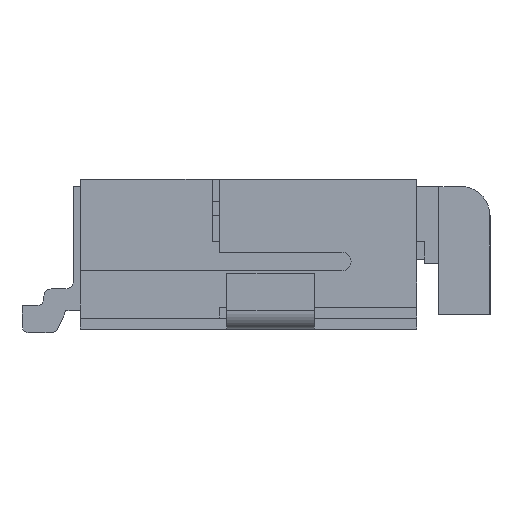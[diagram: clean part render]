
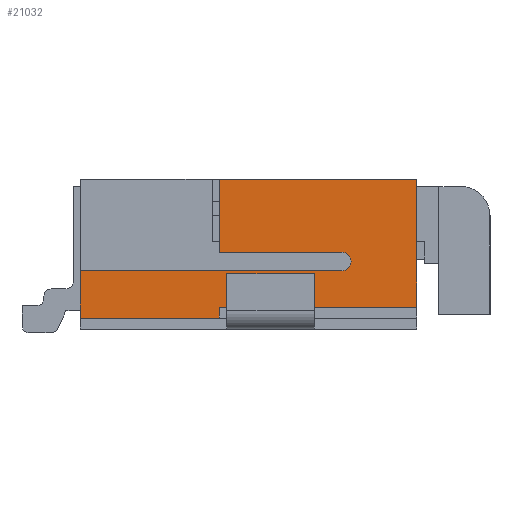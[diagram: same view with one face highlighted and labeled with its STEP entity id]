
A CAD part, left-side view. The second image highlights one B-rep face of the part: STEP entity #21032.
In plain terms, the highlighted planar face has unit normal (-1, 0, 0).
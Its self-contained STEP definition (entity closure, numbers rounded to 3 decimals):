
#231=CIRCLE('',#22168,0.125);
#642=FACE_OUTER_BOUND('',#1748,.T.);
#1748=EDGE_LOOP('',(#13878,#13879,#13880,#13881,#13882,#13883,#13884,#13885,
#13886,#13887));
#2948=LINE('',#29723,#5746);
#2949=LINE('',#29725,#5747);
#2950=LINE('',#29727,#5748);
#2951=LINE('',#29729,#5749);
#2952=LINE('',#29733,#5750);
#2953=LINE('',#29735,#5751);
#2954=LINE('',#29737,#5752);
#2955=LINE('',#29739,#5753);
#2956=LINE('',#29740,#5754);
#5746=VECTOR('',#23840,1.);
#5747=VECTOR('',#23841,1.);
#5748=VECTOR('',#23842,1.);
#5749=VECTOR('',#23843,1.);
#5750=VECTOR('',#23846,1.);
#5751=VECTOR('',#23847,1.);
#5752=VECTOR('',#23848,1.);
#5753=VECTOR('',#23849,1.);
#5754=VECTOR('',#23850,1.);
#8536=VERTEX_POINT('',#29721);
#8537=VERTEX_POINT('',#29722);
#8538=VERTEX_POINT('',#29724);
#8539=VERTEX_POINT('',#29726);
#8540=VERTEX_POINT('',#29728);
#8541=VERTEX_POINT('',#29730);
#8542=VERTEX_POINT('',#29732);
#8543=VERTEX_POINT('',#29734);
#8544=VERTEX_POINT('',#29736);
#8545=VERTEX_POINT('',#29738);
#10644=EDGE_CURVE('',#8536,#8537,#2948,.T.);
#10645=EDGE_CURVE('',#8536,#8538,#2949,.T.);
#10646=EDGE_CURVE('',#8539,#8538,#2950,.T.);
#10647=EDGE_CURVE('',#8540,#8539,#2951,.T.);
#10648=EDGE_CURVE('',#8540,#8541,#231,.T.);
#10649=EDGE_CURVE('',#8542,#8541,#2952,.T.);
#10650=EDGE_CURVE('',#8542,#8543,#2953,.T.);
#10651=EDGE_CURVE('',#8543,#8544,#2954,.T.);
#10652=EDGE_CURVE('',#8544,#8545,#2955,.T.);
#10653=EDGE_CURVE('',#8537,#8545,#2956,.T.);
#13878=ORIENTED_EDGE('',*,*,#10644,.F.);
#13879=ORIENTED_EDGE('',*,*,#10645,.T.);
#13880=ORIENTED_EDGE('',*,*,#10646,.F.);
#13881=ORIENTED_EDGE('',*,*,#10647,.F.);
#13882=ORIENTED_EDGE('',*,*,#10648,.T.);
#13883=ORIENTED_EDGE('',*,*,#10649,.F.);
#13884=ORIENTED_EDGE('',*,*,#10650,.T.);
#13885=ORIENTED_EDGE('',*,*,#10651,.T.);
#13886=ORIENTED_EDGE('',*,*,#10652,.T.);
#13887=ORIENTED_EDGE('',*,*,#10653,.F.);
#20118=PLANE('',#22167);
#21032=ADVANCED_FACE('',(#642),#20118,.F.);
#22167=AXIS2_PLACEMENT_3D('',#29720,#23838,#23839);
#22168=AXIS2_PLACEMENT_3D('',#29731,#23844,#23845);
#23838=DIRECTION('center_axis',(1.,0.,0.));
#23839=DIRECTION('ref_axis',(0.,0.,
1.));
#23840=DIRECTION('',(0.,0.,-1.));
#23841=DIRECTION('',(0.,1.,0.));
#23842=DIRECTION('',(0.,0.,1.));
#23843=DIRECTION('',(0.,1.,0.));
#23844=DIRECTION('center_axis',(1.,0.,0.));
#23845=DIRECTION('ref_axis',(0.,0.,
1.));
#23846=DIRECTION('',(0.,-1.,0.));
#23847=DIRECTION('',(0.,0.,-1.));
#23848=DIRECTION('',(0.,-1.,0.));
#23849=DIRECTION('',(0.,0.,1.));
#23850=DIRECTION('',(0.,1.,0.));
#29720=CARTESIAN_POINT('Origin',(-89.05,4.787,23.4));
#29721=CARTESIAN_POINT('',(-89.05,4.787,23.7));
#29722=CARTESIAN_POINT('',(-89.05,4.787,21.95));
#29723=CARTESIAN_POINT('',(-89.05,4.787,23.4));
#29724=CARTESIAN_POINT('',(-89.05,7.487,23.7));
#29725=CARTESIAN_POINT('',(-89.05,4.787,23.7));
#29726=CARTESIAN_POINT('',(-89.05,7.487,22.7));
#29727=CARTESIAN_POINT('',(-89.05,7.487,23.4));
#29728=CARTESIAN_POINT('',(-89.05,5.812,22.7));
#29729=CARTESIAN_POINT('',(-89.05,4.787,22.7));
#29730=CARTESIAN_POINT('',(-89.05,5.812,22.45));
#29731=CARTESIAN_POINT('Origin',(-89.05,5.812,22.575));
#29732=CARTESIAN_POINT('',(-89.05,9.387,22.45));
#29733=CARTESIAN_POINT('',(-89.05,4.787,22.45));
#29734=CARTESIAN_POINT('',(-89.05,9.387,21.8));
#29735=CARTESIAN_POINT('',(-89.05,9.387,23.4));
#29736=CARTESIAN_POINT('',(-89.05,7.487,21.8));
#29737=CARTESIAN_POINT('',(-89.05,4.787,21.8));
#29738=CARTESIAN_POINT('',(-89.05,7.487,21.95));
#29739=CARTESIAN_POINT('',(-89.05,7.487,23.4));
#29740=CARTESIAN_POINT('',(-89.05,4.787,21.95));
